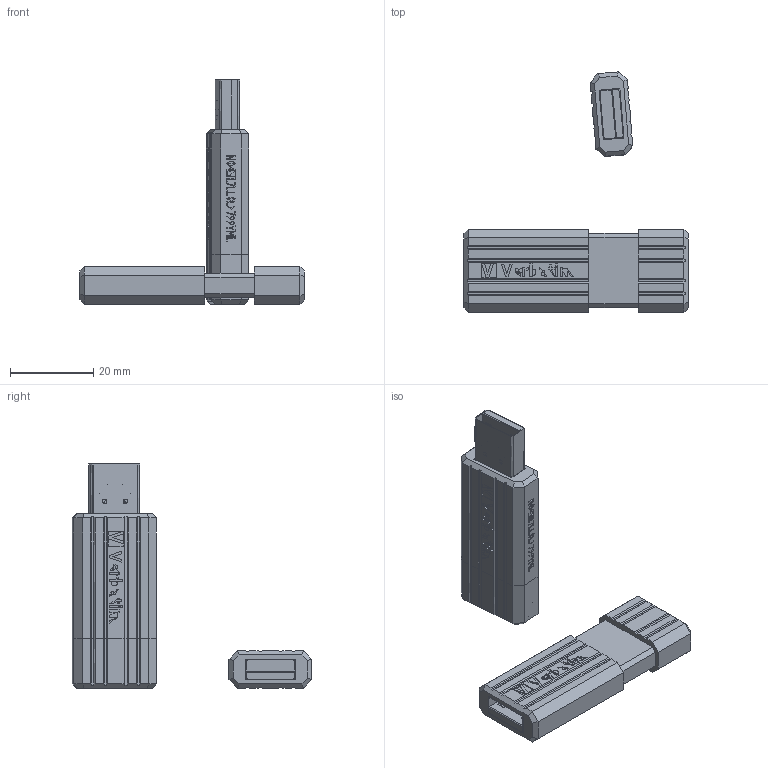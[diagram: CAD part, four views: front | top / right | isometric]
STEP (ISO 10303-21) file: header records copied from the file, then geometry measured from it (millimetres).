
FILE_DESCRIPTION(/* description */ (''),/* implementation_level */ '2;1');
FILE_NAME(/* name */ 'USB',/* time_stamp */ '2013-06-13T17:39:06+01:00',/* author */ (''),/* organization */ (''),/* preprocessor_version */ 'ST-DEVELOPER v10',/* originating_system */ '',/* authorisation */ '');
FILE_SCHEMA (('AUTOMOTIVE_DESIGN_CC2'));
Length unit declared in the file: millimetre
Products named in the file (1): 1
Bounding box: 54.03 x 57.82 x 54.03 mm (x, y, z)
Volume: 13239.9 mm3; surface area: 13036.3 mm2
Topology: 18 solids, 18 shells, 1174 faces, 2924 edges, 1872 vertices
Faces by surface type: bspline 1174
Entity records: 42141 total; most frequent: CARTESIAN_POINT 24445, ORIENTED_EDGE 5816, EDGE_CURVE 2908, B_SPLINE_CURVE_WITH_KNOTS 2252, VERTEX_POINT 1856, EDGE_LOOP 1280, ADVANCED_FACE 1174, FACE_OUTER_BOUND 1174
